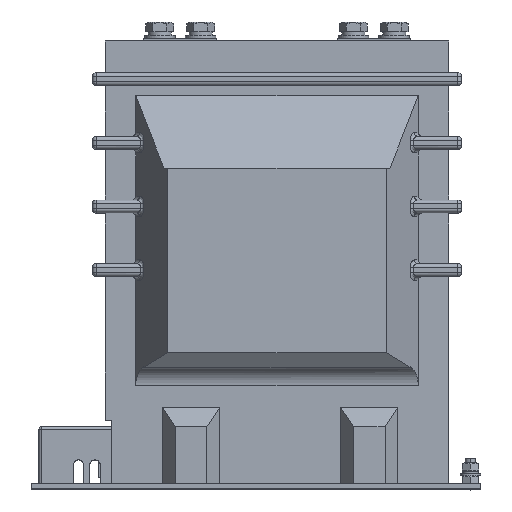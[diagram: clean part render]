
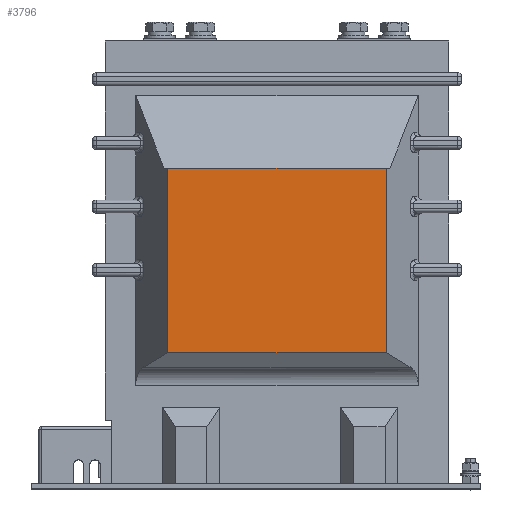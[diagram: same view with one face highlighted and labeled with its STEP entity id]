
A CAD part, top view. The second image highlights one B-rep face of the part: STEP entity #3796.
In plain terms, the highlighted planar face has unit normal (0, 0, 1).
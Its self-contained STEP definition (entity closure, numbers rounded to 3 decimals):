
#1746 = ORIENTED_EDGE ( 'NONE', *, *, #27339, .F. ) ;
#2427 = VERTEX_POINT ( 'NONE', #45204 ) ;
#2431 = AXIS2_PLACEMENT_3D ( 'NONE', #39997, #59510, #15814 ) ;
#3723 = EDGE_CURVE ( 'NONE', #9100, #26655, #23754, .T. ) ;
#3796 = ADVANCED_FACE ( 'NONE', ( #29820 ), #49262, .T. ) ;
#4322 = LINE ( 'NONE', #23737, #58335 ) ;
#5503 = VERTEX_POINT ( 'NONE', #58881 ) ;
#6814 = DIRECTION ( 'NONE',  ( 0., 1., 0. ) ) ;
#9100 = VERTEX_POINT ( 'NONE', #51357 ) ;
#15814 = DIRECTION ( 'NONE',  ( 1., 0., 0. ) ) ;
#16595 = DIRECTION ( 'NONE',  ( 0., 1., 0. ) ) ;
#18577 = ORIENTED_EDGE ( 'NONE', *, *, #46231, .F. ) ;
#23737 = CARTESIAN_POINT ( 'NONE',  ( -10.828, 248.019, 461.45 ) ) ;
#23754 = LINE ( 'NONE', #43205, #39040 ) ;
#24920 = ORIENTED_EDGE ( 'NONE', *, *, #3723, .F. ) ;
#26655 = VERTEX_POINT ( 'NONE', #61755 ) ;
#27339 = EDGE_CURVE ( 'NONE', #2427, #5503, #4322, .T. ) ;
#29820 = FACE_OUTER_BOUND ( 'NONE', #56010, .T. ) ;
#31024 = LINE ( 'NONE', #50498, #57383 ) ;
#34639 = EDGE_CURVE ( 'NONE', #9100, #5503, #40776, .T. ) ;
#39040 = VECTOR ( 'NONE', #62711, 1000. ) ;
#39997 = CARTESIAN_POINT ( 'NONE',  ( -10.828, 88.019, 461.45 ) ) ;
#40776 = LINE ( 'NONE', #60313, #47258 ) ;
#43188 = DIRECTION ( 'NONE',  ( 1., 0., 0. ) ) ;
#43205 = CARTESIAN_POINT ( 'NONE',  ( 260.172, 103.019, 461.45 ) ) ;
#45204 = CARTESIAN_POINT ( 'NONE',  ( 14.172, 248.019, 461.45 ) ) ;
#46231 = EDGE_CURVE ( 'NONE', #26655, #2427, #31024, .T. ) ;
#47258 = VECTOR ( 'NONE', #16595, 1000. ) ;
#48438 = ORIENTED_EDGE ( 'NONE', *, *, #34639, .T. ) ;
#49262 = PLANE ( 'NONE',  #2431 ) ;
#50498 = CARTESIAN_POINT ( 'NONE',  ( 14.172, 68.019, 461.45 ) ) ;
#51357 = CARTESIAN_POINT ( 'NONE',  ( 186.172, 103.019, 461.45 ) ) ;
#56010 = EDGE_LOOP ( 'NONE', ( #48438, #1746, #18577, #24920 ) ) ;
#57383 = VECTOR ( 'NONE', #6814, 1000. ) ;
#58335 = VECTOR ( 'NONE', #43188, 1000. ) ;
#58881 = CARTESIAN_POINT ( 'NONE',  ( 186.172, 248.019, 461.45 ) ) ;
#59510 = DIRECTION ( 'NONE',  ( 0., 0., 1. ) ) ;
#60313 = CARTESIAN_POINT ( 'NONE',  ( 186.172, 68.019, 461.45 ) ) ;
#61755 = CARTESIAN_POINT ( 'NONE',  ( 14.172, 103.019, 461.45 ) ) ;
#62711 = DIRECTION ( 'NONE',  ( -1., 0., 0. ) ) ;
